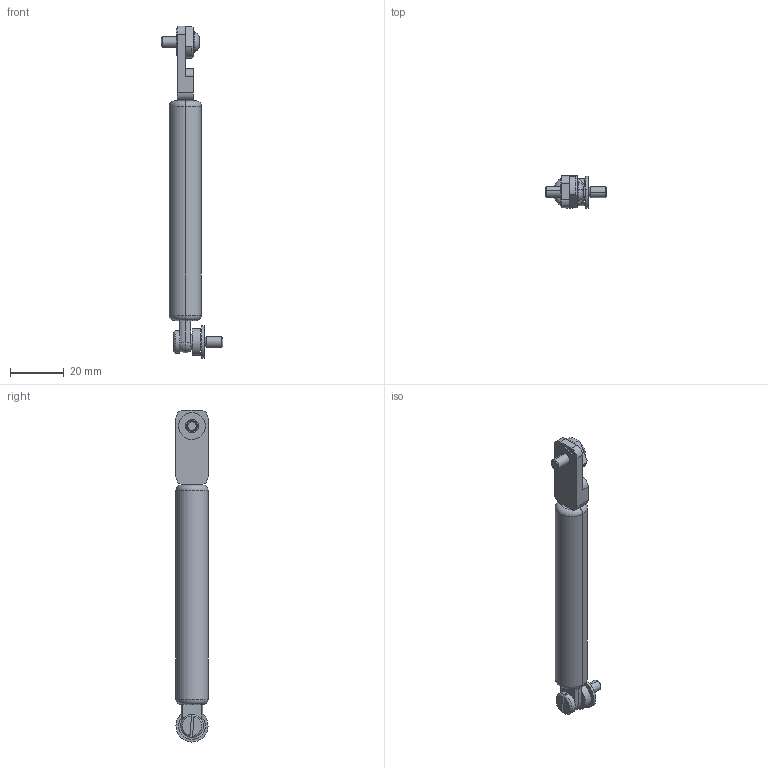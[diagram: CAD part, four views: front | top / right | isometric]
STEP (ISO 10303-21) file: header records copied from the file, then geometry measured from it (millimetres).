
FILE_DESCRIPTION (( 'STEP AP214' ), '1' );
FILE_NAME ('51770~1.STEP', '2020-08-20T15:03:10', ( '' ), ( '' ), 'SwSTEP 2.0', 'SolidWorks 2018', '' );
FILE_SCHEMA (( 'AUTOMOTIVE_DESIGN' ));
Length unit declared in the file: millimetre
Products named in the file (11): 51862~0_S; 19461~0; DIN988~n_05x10x0,3; 51863~0_S; 51863_Zylinder~0_eingefahren <S>; 51863__Kolbenstange~0_S; ASR~-a-s-r_拱06,2x03x拌10; 47567~1_S; 51770~1; 3283~0; ISO7380~n_M04,0x012
Assembly tree (10 placements, depth 3):
  51770~1
    51863~0_S
      51863_Zylinder~0_eingefahren <S>
      51863__Kolbenstange~0_S
    51862~0_S
    47567~1_S
    DIN988~n_05x10x0,3
    ISO7380~n_M04,0x012
    19461~0
    ASR~-a-s-r_拱06,2x03x拌10
    3283~0
Bounding box: 23 x 12 x 124 mm (x, y, z)
Volume: 12834.3 mm3; surface area: 7421.5 mm2
Topology: 10 solids, 10 shells, 143 faces, 327 edges, 208 vertices
Faces by surface type: cylinder 73, plane 44, torus 14, cone 12
Entity records: 4746 total; most frequent: DIRECTION 823, CARTESIAN_POINT 777, ORIENTED_EDGE 652, AXIS2_PLACEMENT_3D 350, EDGE_CURVE 326, VERTEX_POINT 208, CIRCLE 193, EDGE_LOOP 162
